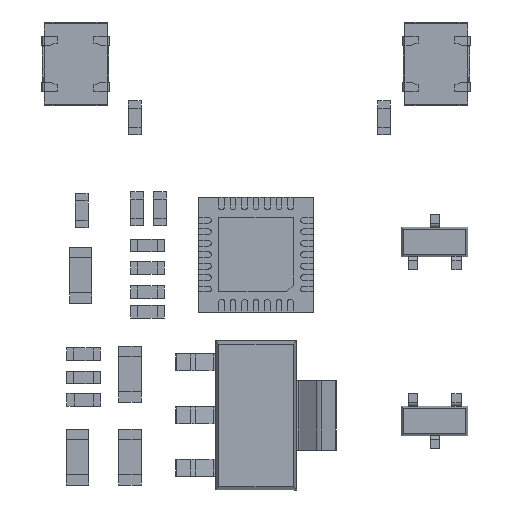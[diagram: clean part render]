
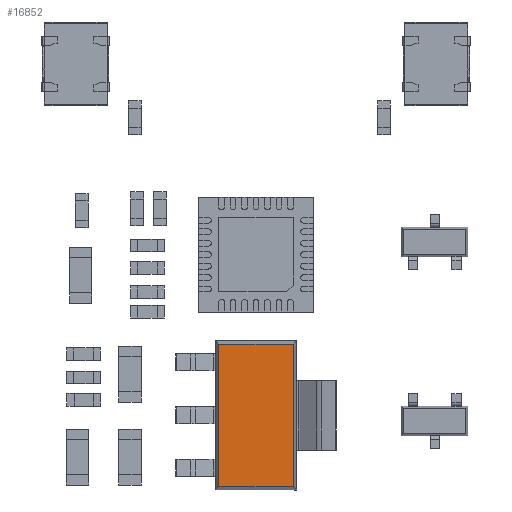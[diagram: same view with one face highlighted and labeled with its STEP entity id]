
A CAD part, front view. The second image highlights one B-rep face of the part: STEP entity #16852.
In plain terms, the highlighted planar face has unit normal (0, -1, 0).
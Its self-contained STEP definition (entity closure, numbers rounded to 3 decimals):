
#790=FACE_OUTER_BOUND('',#1809,.T.);
#1809=EDGE_LOOP('',(#12883,#12884,#12885,#12886));
#3355=LINE('',#25584,#5513);
#3358=LINE('',#25590,#5516);
#3359=LINE('',#25592,#5517);
#3360=LINE('',#25593,#5518);
#5513=VECTOR('',#20802,1000.);
#5516=VECTOR('',#20807,1000.);
#5517=VECTOR('',#20808,1000.);
#5518=VECTOR('',#20809,1000.);
#7609=VERTEX_POINT('',#25580);
#7611=VERTEX_POINT('',#25583);
#7613=VERTEX_POINT('',#25589);
#7614=VERTEX_POINT('',#25591);
#9495=EDGE_CURVE('',#7611,#7609,#3355,.T.);
#9498=EDGE_CURVE('',#7613,#7609,#3358,.T.);
#9499=EDGE_CURVE('',#7614,#7613,#3359,.T.);
#9500=EDGE_CURVE('',#7614,#7611,#3360,.T.);
#12883=ORIENTED_EDGE('',*,*,#9498,.F.);
#12884=ORIENTED_EDGE('',*,*,#9499,.F.);
#12885=ORIENTED_EDGE('',*,*,#9500,.T.);
#12886=ORIENTED_EDGE('',*,*,#9495,.T.);
#15886=PLANE('',#18122);
#16852=ADVANCED_FACE('',(#790),#15886,.F.);
#18122=AXIS2_PLACEMENT_3D('',#25588,#20805,#20806);
#20802=DIRECTION('',(-1.,0.,0.));
#20805=DIRECTION('center_axis',(0.,1.,0.));
#20806=DIRECTION('ref_axis',(0.,0.,1.));
#20807=DIRECTION('',(0.,0.,1.));
#20808=DIRECTION('',(-1.,0.,0.));
#20809=DIRECTION('',(0.,0.,1.));
#25580=CARTESIAN_POINT('',(-3.108,0.102,1.622));
#25583=CARTESIAN_POINT('',(3.108,0.102,1.622));
#25584=CARTESIAN_POINT('',(3.251,0.102,1.622));
#25588=CARTESIAN_POINT('Origin',(3.251,0.102,1.622));
#25589=CARTESIAN_POINT('',(-3.108,0.102,-1.622));
#25590=CARTESIAN_POINT('',(-3.108,0.102,-1.765));
#25591=CARTESIAN_POINT('',(3.108,0.102,-1.622));
#25592=CARTESIAN_POINT('',(3.251,0.102,-1.622));
#25593=CARTESIAN_POINT('',(3.108,0.102,-1.765));
